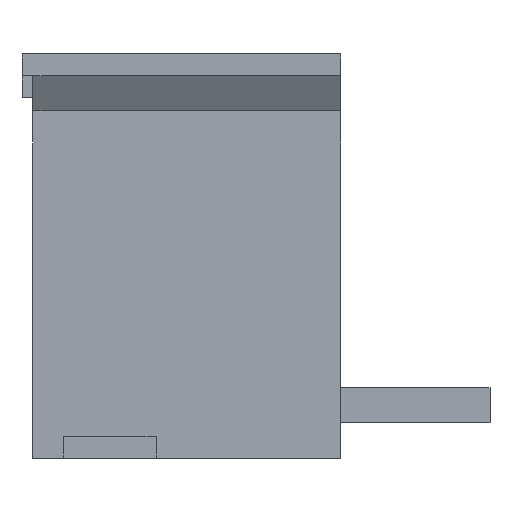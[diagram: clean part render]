
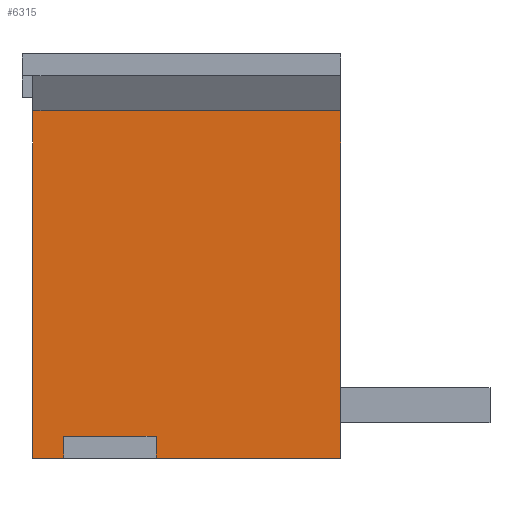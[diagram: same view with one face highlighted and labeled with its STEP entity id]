
A CAD part, left-side view. The second image highlights one B-rep face of the part: STEP entity #6315.
In plain terms, the highlighted planar face has unit normal (-1, 0, 0).
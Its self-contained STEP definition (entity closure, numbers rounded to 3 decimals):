
#144=DIRECTION('',(0.,0.,-1.));
#145=VECTOR('',#144,7.9);
#146=CARTESIAN_POINT('',(-7.5,4.,-1.3));
#147=LINE('',#146,#145);
#306=DIRECTION('',(0.,-1.,0.));
#307=VECTOR('',#306,0.7);
#308=CARTESIAN_POINT('',(-7.5,4.,-9.2));
#309=LINE('',#308,#307);
#322=DIRECTION('',(0.,-1.,0.));
#323=VECTOR('',#322,4.2);
#324=CARTESIAN_POINT('',(-7.5,1.2,-9.2));
#325=LINE('',#324,#323);
#1096=DIRECTION('',(0.,1.,0.));
#1097=VECTOR('',#1096,2.1);
#1098=CARTESIAN_POINT('',(-7.5,1.2,-8.7));
#1099=LINE('',#1098,#1097);
#1100=DIRECTION('',(0.,0.,1.));
#1101=VECTOR('',#1100,0.5);
#1102=CARTESIAN_POINT('',(-7.5,3.3,-9.2));
#1103=LINE('',#1102,#1101);
#1104=DIRECTION('',(0.,-1.,0.));
#1105=VECTOR('',#1104,7.);
#1106=CARTESIAN_POINT('',(-7.5,4.,-1.3));
#1107=LINE('',#1106,#1105);
#1108=DIRECTION('',(0.,0.,1.));
#1109=VECTOR('',#1108,0.5);
#1110=CARTESIAN_POINT('',(-7.5,1.2,-9.2));
#1111=LINE('',#1110,#1109);
#1244=DIRECTION('',(0.,0.,-1.));
#1245=VECTOR('',#1244,7.9);
#1246=CARTESIAN_POINT('',(-7.5,-3.,-1.3));
#1247=LINE('',#1246,#1245);
#4002=CARTESIAN_POINT('',(-7.5,4.,-1.3));
#4003=CARTESIAN_POINT('',(-7.5,4.,-9.2));
#4004=VERTEX_POINT('',#4002);
#4005=VERTEX_POINT('',#4003);
#4014=CARTESIAN_POINT('',(-7.5,-3.,-1.3));
#4015=VERTEX_POINT('',#4014);
#4016=CARTESIAN_POINT('',(-7.5,-3.,-9.2));
#4017=VERTEX_POINT('',#4016);
#4170=CARTESIAN_POINT('',(-7.5,1.2,-8.7));
#4171=CARTESIAN_POINT('',(-7.5,3.3,-8.7));
#4172=VERTEX_POINT('',#4170);
#4173=VERTEX_POINT('',#4171);
#4174=CARTESIAN_POINT('',(-7.5,3.3,-9.2));
#4175=VERTEX_POINT('',#4174);
#4176=CARTESIAN_POINT('',(-7.5,1.2,-9.2));
#4177=VERTEX_POINT('',#4176);
#6295=CARTESIAN_POINT('',(-7.5,4.,-1.3));
#6296=DIRECTION('',(-1.,0.,0.));
#6297=DIRECTION('',(0.,0.,-1.));
#6298=AXIS2_PLACEMENT_3D('',#6295,#6296,#6297);
#6299=PLANE('',#6298);
#6301=ORIENTED_EDGE('',*,*,#6300,.T.);
#6303=ORIENTED_EDGE('',*,*,#6302,.F.);
#6304=ORIENTED_EDGE('',*,*,#5176,.F.);
#6305=ORIENTED_EDGE('',*,*,#5073,.F.);
#6307=ORIENTED_EDGE('',*,*,#6306,.T.);
#6309=ORIENTED_EDGE('',*,*,#6308,.T.);
#6310=ORIENTED_EDGE('',*,*,#5184,.F.);
#6312=ORIENTED_EDGE('',*,*,#6311,.T.);
#6313=EDGE_LOOP('',(#6301,#6303,#6304,#6305,#6307,#6309,#6310,#6312));
#6314=FACE_OUTER_BOUND('',#6313,.F.);
#6315=ADVANCED_FACE('',(#6314),#6299,.T.);
#5073=EDGE_CURVE('',#4004,#4005,#147,.T.);
#5176=EDGE_CURVE('',#4005,#4175,#309,.T.);
#5184=EDGE_CURVE('',#4177,#4017,#325,.T.);
#6300=EDGE_CURVE('',#4172,#4173,#1099,.T.);
#6302=EDGE_CURVE('',#4175,#4173,#1103,.T.);
#6306=EDGE_CURVE('',#4004,#4015,#1107,.T.);
#6308=EDGE_CURVE('',#4015,#4017,#1247,.T.);
#6311=EDGE_CURVE('',#4177,#4172,#1111,.T.);
